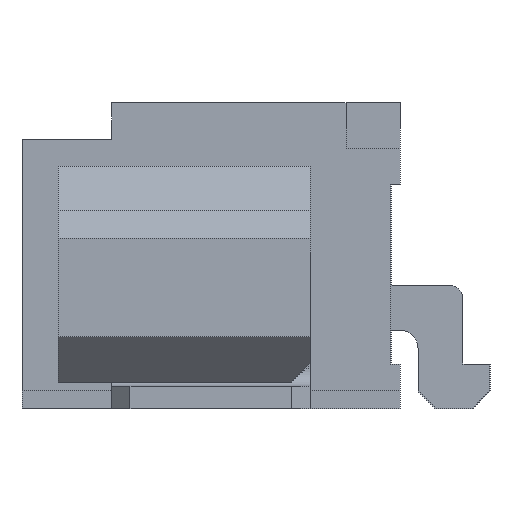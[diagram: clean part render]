
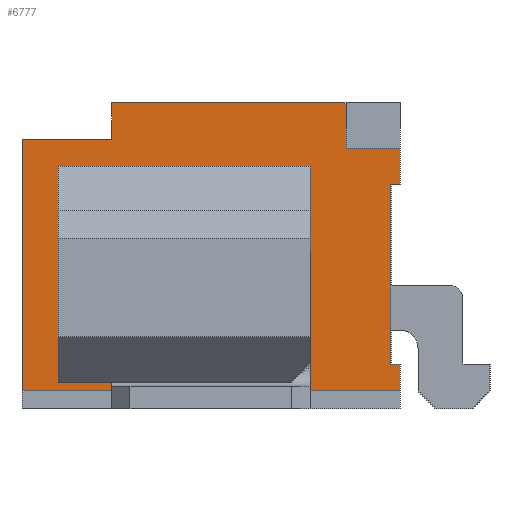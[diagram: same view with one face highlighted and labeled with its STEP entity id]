
A CAD part, left-side view. The second image highlights one B-rep face of the part: STEP entity #6777.
In plain terms, the highlighted planar face has unit normal (-1, 0, 0).
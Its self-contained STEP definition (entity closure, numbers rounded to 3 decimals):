
#105=DIRECTION('',(0.,0.,1.));
#106=VECTOR('',#105,0.3);
#107=CARTESIAN_POINT('',(-7.75,-3.225,-1.6));
#108=LINE('',#107,#106);
#261=DIRECTION('',(0.,0.,1.));
#262=VECTOR('',#261,0.4);
#263=CARTESIAN_POINT('',(-7.75,-3.225,0.7));
#264=LINE('',#263,#262);
#265=DIRECTION('',(0.,0.,1.));
#266=VECTOR('',#265,2.4);
#267=CARTESIAN_POINT('',(-7.75,-2.225,-1.5));
#268=LINE('',#267,#266);
#269=DIRECTION('',(0.,-1.,0.));
#270=VECTOR('',#269,2.8);
#271=CARTESIAN_POINT('',(-7.75,0.575,0.9));
#272=LINE('',#271,#270);
#273=DIRECTION('',(0.,0.,1.));
#274=VECTOR('',#273,2.4);
#275=CARTESIAN_POINT('',(-7.75,0.575,-1.5));
#276=LINE('',#275,#274);
#277=DIRECTION('',(0.,-1.,0.));
#278=VECTOR('',#277,2.8);
#279=CARTESIAN_POINT('',(-7.75,0.575,-1.5));
#280=LINE('',#279,#278);
#281=DIRECTION('',(0.,1.,0.));
#282=VECTOR('',#281,0.6);
#283=CARTESIAN_POINT('',(-7.75,-3.225,1.1));
#284=LINE('',#283,#282);
#285=DIRECTION('',(0.,1.,0.));
#286=VECTOR('',#285,0.1);
#287=CARTESIAN_POINT('',(-7.75,-3.225,0.7));
#288=LINE('',#287,#286);
#289=DIRECTION('',(0.,0.,1.));
#290=VECTOR('',#289,2.);
#291=CARTESIAN_POINT('',(-7.75,-3.125,-1.3));
#292=LINE('',#291,#290);
#293=DIRECTION('',(0.,1.,0.));
#294=VECTOR('',#293,0.1);
#295=CARTESIAN_POINT('',(-7.75,-3.225,-1.3));
#296=LINE('',#295,#294);
#297=DIRECTION('',(0.,-1.,0.));
#298=VECTOR('',#297,4.2);
#299=CARTESIAN_POINT('',(-7.75,0.975,-1.6));
#300=LINE('',#299,#298);
#301=DIRECTION('',(0.,0.,1.));
#302=VECTOR('',#301,2.8);
#303=CARTESIAN_POINT('',(-7.75,0.975,-1.6));
#304=LINE('',#303,#302);
#305=DIRECTION('',(0.,-1.,0.));
#306=VECTOR('',#305,1.);
#307=CARTESIAN_POINT('',(-7.75,0.975,1.2));
#308=LINE('',#307,#306);
#309=DIRECTION('',(0.,0.,-1.));
#310=VECTOR('',#309,0.4);
#311=CARTESIAN_POINT('',(-7.75,-0.025,1.6));
#312=LINE('',#311,#310);
#313=DIRECTION('',(0.,0.,-1.));
#314=VECTOR('',#313,0.5);
#315=CARTESIAN_POINT('',(-7.75,-2.625,1.6));
#316=LINE('',#315,#314);
#1346=DIRECTION('',(0.,-1.,0.));
#1347=VECTOR('',#1346,2.6);
#1348=CARTESIAN_POINT('',(-7.75,-0.025,1.6));
#1349=LINE('',#1348,#1347);
#4935=CARTESIAN_POINT('',(-7.75,-0.025,1.6));
#4937=VERTEX_POINT('',#4935);
#4947=CARTESIAN_POINT('',(-7.75,0.975,1.2));
#4948=CARTESIAN_POINT('',(-7.75,-0.025,1.2));
#4949=VERTEX_POINT('',#4947);
#4950=VERTEX_POINT('',#4948);
#4995=CARTESIAN_POINT('',(-7.75,-2.225,-1.5));
#4996=CARTESIAN_POINT('',(-7.75,-2.225,0.9));
#4997=VERTEX_POINT('',#4995);
#4998=VERTEX_POINT('',#4996);
#4999=CARTESIAN_POINT('',(-7.75,0.575,0.9));
#5000=VERTEX_POINT('',#4999);
#5001=CARTESIAN_POINT('',(-7.75,0.575,-1.5));
#5002=VERTEX_POINT('',#5001);
#5183=CARTESIAN_POINT('',(-7.75,-3.225,-1.3));
#5184=CARTESIAN_POINT('',(-7.75,-3.125,-1.3));
#5185=VERTEX_POINT('',#5183);
#5186=VERTEX_POINT('',#5184);
#5187=CARTESIAN_POINT('',(-7.75,-3.125,0.7));
#5188=VERTEX_POINT('',#5187);
#5189=CARTESIAN_POINT('',(-7.75,-3.225,0.7));
#5190=VERTEX_POINT('',#5189);
#5289=CARTESIAN_POINT('',(-7.75,-2.625,1.6));
#5290=VERTEX_POINT('',#5289);
#5291=CARTESIAN_POINT('',(-7.75,-3.225,1.1));
#5292=CARTESIAN_POINT('',(-7.75,-2.625,1.1));
#5293=VERTEX_POINT('',#5291);
#5294=VERTEX_POINT('',#5292);
#5667=CARTESIAN_POINT('',(-7.75,0.975,-1.6));
#5668=CARTESIAN_POINT('',(-7.75,-3.225,-1.6));
#5669=VERTEX_POINT('',#5667);
#5670=VERTEX_POINT('',#5668);
#6739=CARTESIAN_POINT('',(-7.75,0.975,-1.8));
#6740=DIRECTION('',(-1.,0.,0.));
#6741=DIRECTION('',(0.,-1.,0.));
#6742=AXIS2_PLACEMENT_3D('',#6739,#6740,#6741);
#6743=PLANE('',#6742);
#6745=ORIENTED_EDGE('',*,*,#6744,.F.);
#6746=ORIENTED_EDGE('',*,*,#6719,.F.);
#6748=ORIENTED_EDGE('',*,*,#6747,.T.);
#6750=ORIENTED_EDGE('',*,*,#6749,.F.);
#6751=ORIENTED_EDGE('',*,*,#6729,.F.);
#6752=ORIENTED_EDGE('',*,*,#6607,.F.);
#6754=ORIENTED_EDGE('',*,*,#6753,.F.);
#6756=ORIENTED_EDGE('',*,*,#6755,.T.);
#6758=ORIENTED_EDGE('',*,*,#6757,.T.);
#6760=ORIENTED_EDGE('',*,*,#6759,.F.);
#6762=ORIENTED_EDGE('',*,*,#6761,.T.);
#6764=ORIENTED_EDGE('',*,*,#6763,.T.);
#6765=EDGE_LOOP('',(#6745,#6746,#6748,#6750,#6751,#6752,#6754,#6756,#6758,#6760,
#6762,#6764));
#6766=FACE_OUTER_BOUND('',#6765,.F.);
#6768=ORIENTED_EDGE('',*,*,#6767,.T.);
#6770=ORIENTED_EDGE('',*,*,#6769,.F.);
#6772=ORIENTED_EDGE('',*,*,#6771,.F.);
#6774=ORIENTED_EDGE('',*,*,#6773,.T.);
#6775=EDGE_LOOP('',(#6768,#6770,#6772,#6774));
#6776=FACE_BOUND('',#6775,.F.);
#6777=ADVANCED_FACE('',(#6766,#6776),#6743,.T.);
#6607=EDGE_CURVE('',#5670,#5185,#108,.T.);
#6719=EDGE_CURVE('',#5190,#5293,#264,.T.);
#6729=EDGE_CURVE('',#5185,#5186,#296,.T.);
#6744=EDGE_CURVE('',#5293,#5294,#284,.T.);
#6747=EDGE_CURVE('',#5190,#5188,#288,.T.);
#6749=EDGE_CURVE('',#5186,#5188,#292,.T.);
#6753=EDGE_CURVE('',#5669,#5670,#300,.T.);
#6755=EDGE_CURVE('',#5669,#4949,#304,.T.);
#6757=EDGE_CURVE('',#4949,#4950,#308,.T.);
#6759=EDGE_CURVE('',#4937,#4950,#312,.T.);
#6761=EDGE_CURVE('',#4937,#5290,#1349,.T.);
#6763=EDGE_CURVE('',#5290,#5294,#316,.T.);
#6767=EDGE_CURVE('',#4997,#4998,#268,.T.);
#6769=EDGE_CURVE('',#5000,#4998,#272,.T.);
#6771=EDGE_CURVE('',#5002,#5000,#276,.T.);
#6773=EDGE_CURVE('',#5002,#4997,#280,.T.);
